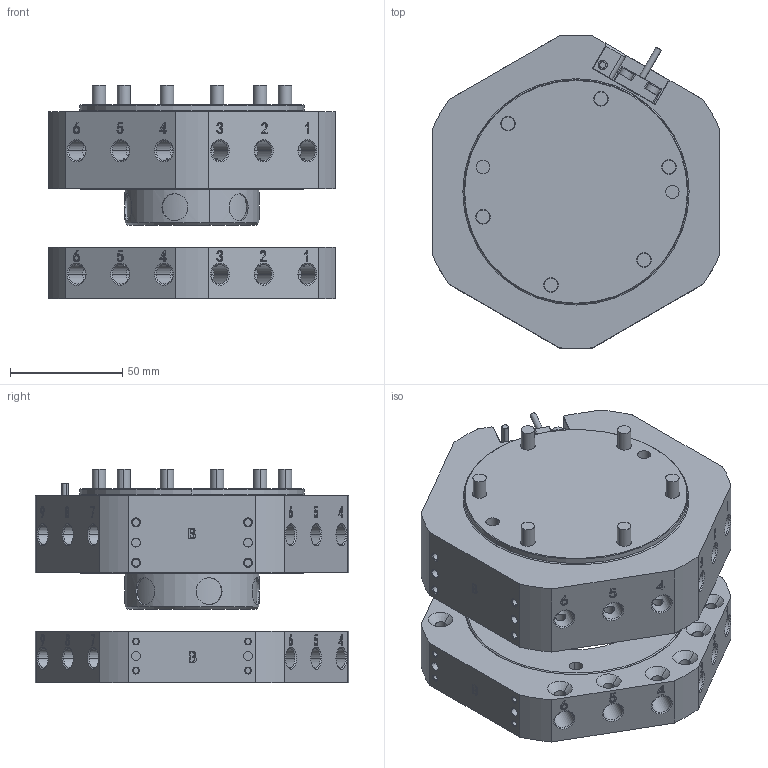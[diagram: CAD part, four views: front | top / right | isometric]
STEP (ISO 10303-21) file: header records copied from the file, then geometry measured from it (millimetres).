
FILE_DESCRIPTION (( 'STEP AP203' ), '1' );
FILE_NAME ('QTC75.STEP', '2025-08-18T01:19:58', ( 'USER-' ), ( 'Microsoft' ), 'SwSTEP 2.0', 'SolidWorks 2018', '' );
FILE_SCHEMA (( 'CONFIG_CONTROL_DESIGN' ));
Length unit declared in the file: millimetre
Products named in the file (11): QTC50-M-08 QTC換覜ん揤輸; QTC75-M-02 鼠攫詩迖; 16x8-R1.5; QTC75-M-01 鼠攫翋釱; QTC75-T; QTC75-T-02 結遠; QTC75-M; QTC75-T-01 譫攫翋釱; 4mm眻噤換覜ん; M6x40内六角圆柱头螺钉; QTC75
Assembly tree (19 placements, depth 3):
  QTC75
    QTC75-T
      QTC75-T-01 譫攫翋釱
      QTC75-T-02 結遠
      16x8-R1.5
    QTC75-M
      QTC75-M-01 鼠攫翋釱
      QTC75-M-02 鼠攫詩迖
      16x8-R1.5
      4mm眻噤換覜ん  x3
      QTC50-M-08 QTC換覜ん揤輸  x2
      M6x40内六角圆柱头螺钉  x6
Bounding box: 128 x 139.91 x 95.42 mm (x, y, z)
Volume: 794830.5 mm3; surface area: 150280.8 mm2
Topology: 17 solids, 18 shells, 1963 faces, 5054 edges, 3286 vertices
Faces by surface type: plane 913, cylinder 429, bspline 426, cone 193, torus 2
Entity records: 59117 total; most frequent: CARTESIAN_POINT 25793, ORIENTED_EDGE 6914, DIRECTION 5858, EDGE_CURVE 3457, VERTEX_POINT 2248, VECTOR 2104, LINE 2104, AXIS2_PLACEMENT_3D 1877
